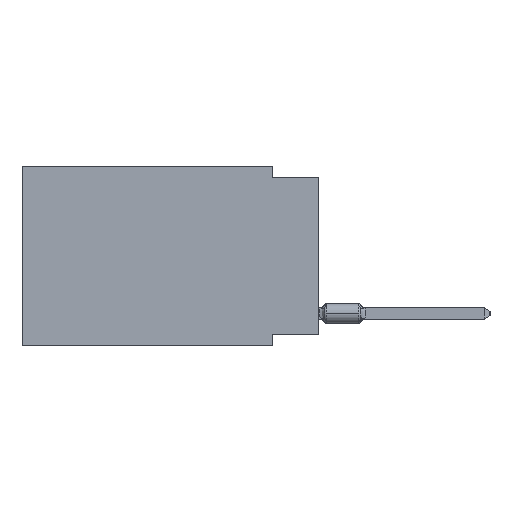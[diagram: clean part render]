
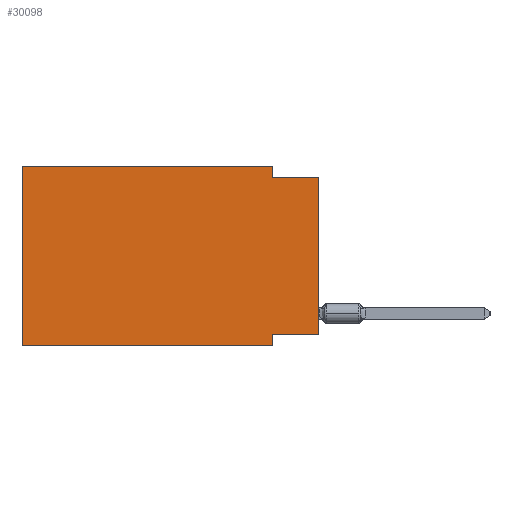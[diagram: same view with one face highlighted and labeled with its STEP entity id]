
A CAD part, left-side view. The second image highlights one B-rep face of the part: STEP entity #30098.
In plain terms, the highlighted planar face has unit normal (-1, 0, 0).
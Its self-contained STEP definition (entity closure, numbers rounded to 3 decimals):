
#204 = VERTEX_POINT ( 'NONE', #14150 ) ;
#548 = FACE_OUTER_BOUND ( 'NONE', #1044, .T. ) ;
#725 = VECTOR ( 'NONE', #28176, 1000. ) ;
#730 = DIRECTION ( 'NONE',  ( 1., 0., 0. ) ) ;
#1044 = EDGE_LOOP ( 'NONE', ( #33338, #17360, #19658, #8430, #32483, #19858, #16855, #20352 ) ) ;
#1571 = VECTOR ( 'NONE', #22632, 1000. ) ;
#1813 = EDGE_CURVE ( 'NONE', #20862, #26482, #11912, .T. ) ;
#2186 = LINE ( 'NONE', #23593, #725 ) ;
#2552 = AXIS2_PLACEMENT_3D ( 'NONE', #13702, #730, #21975 ) ;
#3000 = VERTEX_POINT ( 'NONE', #13176 ) ;
#3061 = LINE ( 'NONE', #11297, #32195 ) ;
#3654 = LINE ( 'NONE', #29798, #33743 ) ;
#4680 = VECTOR ( 'NONE', #19359, 1000. ) ;
#6221 = CARTESIAN_POINT ( 'NONE',  ( 0., 0., -0.635 ) ) ;
#8430 = ORIENTED_EDGE ( 'NONE', *, *, #11862, .F. ) ;
#8823 = CARTESIAN_POINT ( 'NONE',  ( 0., 2.54, 0. ) ) ;
#11097 = LINE ( 'NONE', #8823, #30916 ) ;
#11297 = CARTESIAN_POINT ( 'NONE',  ( 0., 0., 0. ) ) ;
#11831 = VERTEX_POINT ( 'NONE', #17468 ) ;
#11862 = EDGE_CURVE ( 'NONE', #26482, #204, #20612, .T. ) ;
#11912 = LINE ( 'NONE', #20500, #1571 ) ;
#12267 = CARTESIAN_POINT ( 'NONE',  ( 0., 2.54, -0.635 ) ) ;
#13176 = CARTESIAN_POINT ( 'NONE',  ( 0., 2.54, -9.906 ) ) ;
#13623 = LINE ( 'NONE', #23828, #28421 ) ;
#13702 = CARTESIAN_POINT ( 'NONE',  ( 0., 16.383, 0. ) ) ;
#13913 = LINE ( 'NONE', #29902, #4680 ) ;
#14150 = CARTESIAN_POINT ( 'NONE',  ( 0., 2.54, 0. ) ) ;
#14234 = EDGE_CURVE ( 'NONE', #26072, #11831, #13623, .T. ) ;
#16198 = DIRECTION ( 'NONE',  ( 0., 0., -1. ) ) ;
#16294 = DIRECTION ( 'NONE',  ( 0., -1., 0. ) ) ;
#16358 = PLANE ( 'NONE',  #2552 ) ;
#16855 = ORIENTED_EDGE ( 'NONE', *, *, #28157, .F. ) ;
#17360 = ORIENTED_EDGE ( 'NONE', *, *, #25339, .F. ) ;
#17468 = CARTESIAN_POINT ( 'NONE',  ( 0., 2.54, -9.271 ) ) ;
#17632 = DIRECTION ( 'NONE',  ( 0., -1., 0. ) ) ;
#17732 = VECTOR ( 'NONE', #17632, 1000. ) ;
#18835 = DIRECTION ( 'NONE',  ( 0., 0., 1. ) ) ;
#19359 = DIRECTION ( 'NONE',  ( 0., 0., -1. ) ) ;
#19658 = ORIENTED_EDGE ( 'NONE', *, *, #34363, .F. ) ;
#19858 = ORIENTED_EDGE ( 'NONE', *, *, #26275, .T. ) ;
#19996 = VERTEX_POINT ( 'NONE', #6221 ) ;
#20352 = ORIENTED_EDGE ( 'NONE', *, *, #14234, .F. ) ;
#20441 = CARTESIAN_POINT ( 'NONE',  ( 0., 16.383, 0. ) ) ;
#20500 = CARTESIAN_POINT ( 'NONE',  ( 0., 16.383, 0. ) ) ;
#20612 = LINE ( 'NONE', #20441, #17732 ) ;
#20862 = VERTEX_POINT ( 'NONE', #27150 ) ;
#21211 = CARTESIAN_POINT ( 'NONE',  ( 0., 0., -9.271 ) ) ;
#21975 = DIRECTION ( 'NONE',  ( 0., 0., -1. ) ) ;
#22632 = DIRECTION ( 'NONE',  ( 0., 0., 1. ) ) ;
#23593 = CARTESIAN_POINT ( 'NONE',  ( 0., 0., -0.635 ) ) ;
#23828 = CARTESIAN_POINT ( 'NONE',  ( 0., 0., -9.271 ) ) ;
#25339 = EDGE_CURVE ( 'NONE', #30584, #19996, #2186, .T. ) ;
#26072 = VERTEX_POINT ( 'NONE', #21211 ) ;
#26275 = EDGE_CURVE ( 'NONE', #20862, #3000, #3654, .T. ) ;
#26482 = VERTEX_POINT ( 'NONE', #28742 ) ;
#27150 = CARTESIAN_POINT ( 'NONE',  ( 0., 16.383, -9.906 ) ) ;
#28157 = EDGE_CURVE ( 'NONE', #11831, #3000, #13913, .T. ) ;
#28176 = DIRECTION ( 'NONE',  ( 0., -1., 0. ) ) ;
#28421 = VECTOR ( 'NONE', #29773, 1000. ) ;
#28742 = CARTESIAN_POINT ( 'NONE',  ( 0., 16.383, 0. ) ) ;
#29616 = EDGE_CURVE ( 'NONE', #26072, #19996, #3061, .T. ) ;
#29773 = DIRECTION ( 'NONE',  ( 0., 1., 0. ) ) ;
#29798 = CARTESIAN_POINT ( 'NONE',  ( 0., 16.383, -9.906 ) ) ;
#29902 = CARTESIAN_POINT ( 'NONE',  ( 0., 2.54, -9.906 ) ) ;
#30098 = ADVANCED_FACE ( 'NONE', ( #548 ), #16358, .F. ) ;
#30584 = VERTEX_POINT ( 'NONE', #12267 ) ;
#30916 = VECTOR ( 'NONE', #16198, 1000. ) ;
#32195 = VECTOR ( 'NONE', #18835, 1000. ) ;
#32483 = ORIENTED_EDGE ( 'NONE', *, *, #1813, .F. ) ;
#33338 = ORIENTED_EDGE ( 'NONE', *, *, #29616, .T. ) ;
#33743 = VECTOR ( 'NONE', #16294, 1000. ) ;
#34363 = EDGE_CURVE ( 'NONE', #204, #30584, #11097, .T. ) ;
